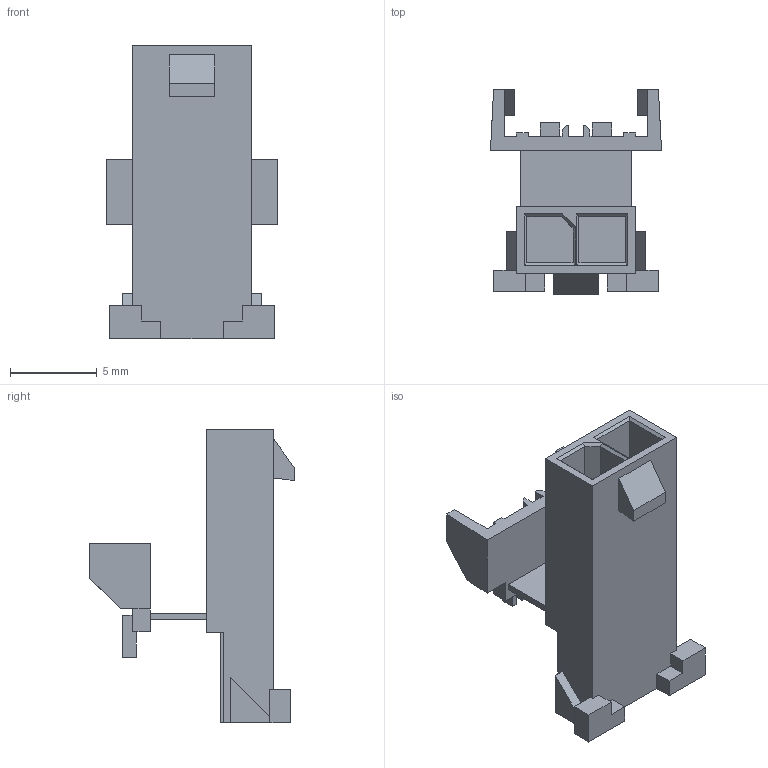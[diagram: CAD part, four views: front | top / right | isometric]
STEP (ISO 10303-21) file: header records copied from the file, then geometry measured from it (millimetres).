
FILE_DESCRIPTION((''),'2;1');
FILE_NAME('2008750002','2020-04-30T',('gga'),(''),'PRO/ENGINEER BY PARAMETRIC TECHNOLOGY CORPORATION, 2016010','PRO/ENGINEER BY PARAMETRIC TECHNOLOGY CORPORATION, 2016010','');
FILE_SCHEMA(('CONFIG_CONTROL_DESIGN'));
Length unit declared in the file: millimetre
Products named in the file (1): 2008750002
Bounding box: 9.85 x 11.77 x 16.89 mm (x, y, z)
Volume: 322.7 mm3; surface area: 897.7 mm2
Topology: 1 solids, 1 shells, 127 faces, 348 edges, 228 vertices
Faces by surface type: plane 127
Entity records: 3968 total; most frequent: CARTESIAN_POINT 704, ORIENTED_EDGE 696, DIRECTION 604, VECTOR 348, LINE 348, EDGE_CURVE 348, VERTEX_POINT 228, EDGE_LOOP 132
